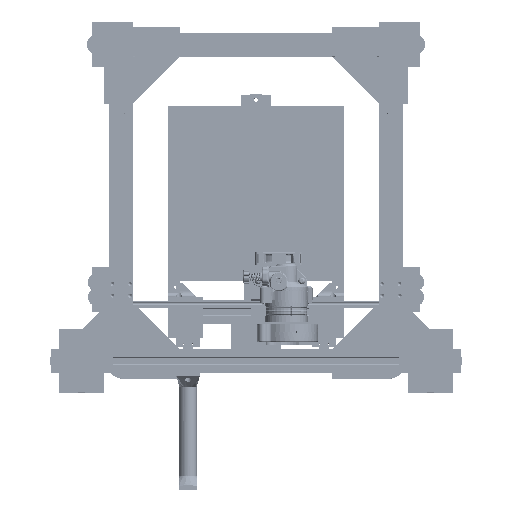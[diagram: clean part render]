
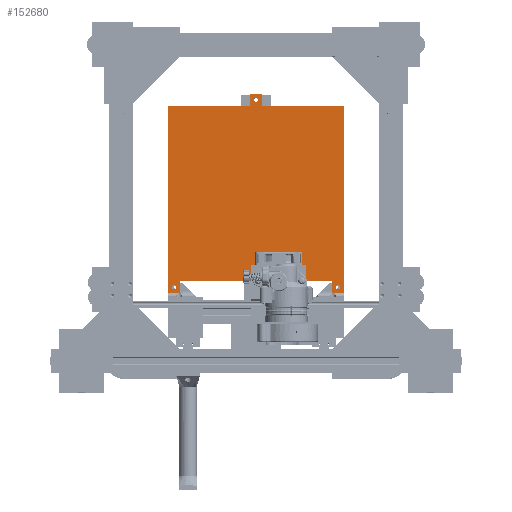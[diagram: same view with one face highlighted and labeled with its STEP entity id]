
A CAD part, top view. The second image highlights one B-rep face of the part: STEP entity #152680.
In plain terms, the highlighted planar face has unit normal (0, 0, 1).
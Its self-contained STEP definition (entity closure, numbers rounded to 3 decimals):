
#8781=FACE_BOUND('',#30140,.T.);
#8782=FACE_BOUND('',#30141,.T.);
#8783=FACE_BOUND('',#30142,.T.);
#12641=PLANE('',#168410);
#21024=FACE_OUTER_BOUND('',#30139,.T.);
#30139=EDGE_LOOP('',(#138855,#138856,#138857,#138858,#138859,#138860,#138861,
#138862,#138863,#138864,#138865,#138866));
#30140=EDGE_LOOP('',(#138867));
#30141=EDGE_LOOP('',(#138868));
#30142=EDGE_LOOP('',(#138869));
#41989=LINE('',#379156,#54615);
#41992=LINE('',#379162,#54618);
#41995=LINE('',#379168,#54621);
#41998=LINE('',#379174,#54624);
#42001=LINE('',#379180,#54627);
#42004=LINE('',#379186,#54630);
#42007=LINE('',#379192,#54633);
#42010=LINE('',#379198,#54636);
#42013=LINE('',#379204,#54639);
#42016=LINE('',#379210,#54642);
#42019=LINE('',#379216,#54645);
#42022=LINE('',#379220,#54648);
#54615=VECTOR('',#207548,10.);
#54618=VECTOR('',#207553,10.);
#54621=VECTOR('',#207558,10.);
#54624=VECTOR('',#207563,10.);
#54627=VECTOR('',#207568,10.);
#54630=VECTOR('',#207573,10.);
#54633=VECTOR('',#207578,10.);
#54636=VECTOR('',#207583,10.);
#54639=VECTOR('',#207588,10.);
#54642=VECTOR('',#207593,10.);
#54645=VECTOR('',#207598,10.);
#54648=VECTOR('',#207603,10.);
#62145=CIRCLE('',#168390,1.7);
#62147=CIRCLE('',#168393,1.7);
#62149=CIRCLE('',#168396,1.7);
#75442=VERTEX_POINT('',#379132);
#75444=VERTEX_POINT('',#379138);
#75446=VERTEX_POINT('',#379144);
#75450=VERTEX_POINT('',#379153);
#75451=VERTEX_POINT('',#379155);
#75453=VERTEX_POINT('',#379161);
#75455=VERTEX_POINT('',#379167);
#75457=VERTEX_POINT('',#379173);
#75459=VERTEX_POINT('',#379179);
#75461=VERTEX_POINT('',#379185);
#75463=VERTEX_POINT('',#379191);
#75465=VERTEX_POINT('',#379197);
#75467=VERTEX_POINT('',#379203);
#75469=VERTEX_POINT('',#379209);
#75471=VERTEX_POINT('',#379215);
#96739=EDGE_CURVE('',#75442,#75442,#62145,.T.);
#96742=EDGE_CURVE('',#75444,#75444,#62147,.T.);
#96745=EDGE_CURVE('',#75446,#75446,#62149,.T.);
#96750=EDGE_CURVE('',#75451,#75450,#41989,.T.);
#96753=EDGE_CURVE('',#75453,#75451,#41992,.T.);
#96756=EDGE_CURVE('',#75455,#75453,#41995,.T.);
#96759=EDGE_CURVE('',#75457,#75455,#41998,.T.);
#96762=EDGE_CURVE('',#75459,#75457,#42001,.T.);
#96765=EDGE_CURVE('',#75461,#75459,#42004,.T.);
#96768=EDGE_CURVE('',#75463,#75461,#42007,.T.);
#96771=EDGE_CURVE('',#75465,#75463,#42010,.T.);
#96774=EDGE_CURVE('',#75467,#75465,#42013,.T.);
#96777=EDGE_CURVE('',#75469,#75467,#42016,.T.);
#96780=EDGE_CURVE('',#75471,#75469,#42019,.T.);
#96783=EDGE_CURVE('',#75450,#75471,#42022,.T.);
#138855=ORIENTED_EDGE('',*,*,#96783,.T.);
#138856=ORIENTED_EDGE('',*,*,#96780,.T.);
#138857=ORIENTED_EDGE('',*,*,#96777,.T.);
#138858=ORIENTED_EDGE('',*,*,#96774,.T.);
#138859=ORIENTED_EDGE('',*,*,#96771,.T.);
#138860=ORIENTED_EDGE('',*,*,#96768,.T.);
#138861=ORIENTED_EDGE('',*,*,#96765,.T.);
#138862=ORIENTED_EDGE('',*,*,#96762,.T.);
#138863=ORIENTED_EDGE('',*,*,#96759,.T.);
#138864=ORIENTED_EDGE('',*,*,#96756,.T.);
#138865=ORIENTED_EDGE('',*,*,#96753,.T.);
#138866=ORIENTED_EDGE('',*,*,#96750,.T.);
#138867=ORIENTED_EDGE('',*,*,#96745,.T.);
#138868=ORIENTED_EDGE('',*,*,#96742,.T.);
#138869=ORIENTED_EDGE('',*,*,#96739,.T.);
#152680=ADVANCED_FACE('',(#21024,#8781,#8782,#8783),#12641,.T.);
#168390=AXIS2_PLACEMENT_3D('',#379133,#207525,#207526);
#168393=AXIS2_PLACEMENT_3D('',#379139,#207532,#207533);
#168396=AXIS2_PLACEMENT_3D('',#379145,#207539,#207540);
#168410=AXIS2_PLACEMENT_3D('',#379221,#207604,#207605);
#207525=DIRECTION('center_axis',(0.,0.,-1.));
#207526=DIRECTION('ref_axis',(0.,1.,0.));
#207532=DIRECTION('center_axis',(0.,0.,-1.));
#207533=DIRECTION('ref_axis',(1.,0.,0.));
#207539=DIRECTION('center_axis',(0.,0.,-1.));
#207540=DIRECTION('ref_axis',(1.,0.,0.));
#207548=DIRECTION('',(0.,-1.,0.));
#207553=DIRECTION('',(1.,0.,0.));
#207558=DIRECTION('',(0.,-1.,0.));
#207563=DIRECTION('',(-1.,0.,0.));
#207568=DIRECTION('',(0.,1.,0.));
#207573=DIRECTION('',(-1.,0.,0.));
#207578=DIRECTION('',(0.,-1.,0.));
#207583=DIRECTION('',(-1.,0.,0.));
#207588=DIRECTION('',(0.,1.,0.));
#207593=DIRECTION('',(1.,0.,0.));
#207598=DIRECTION('',(0.,1.,0.));
#207603=DIRECTION('',(1.,0.,0.));
#207604=DIRECTION('center_axis',(0.,0.,1.));
#207605=DIRECTION('ref_axis',(1.,0.,0.));
#379132=CARTESIAN_POINT('',(0.,3.3,3.));
#379133=CARTESIAN_POINT('Origin',(0.,5.,3.));
#379138=CARTESIAN_POINT('',(68.3,165.,3.));
#379139=CARTESIAN_POINT('Origin',(70.,165.,3.));
#379144=CARTESIAN_POINT('',(-71.7,165.,3.));
#379145=CARTESIAN_POINT('Origin',(-70.,165.,3.));
#379153=CARTESIAN_POINT('',(-5.,0.,3.));
#379155=CARTESIAN_POINT('',(-5.,10.,3.));
#379156=CARTESIAN_POINT('',(-5.,0.,3.));
#379161=CARTESIAN_POINT('',(-75.,10.,3.));
#379162=CARTESIAN_POINT('',(-5.,10.,3.));
#379167=CARTESIAN_POINT('',(-75.,170.,3.));
#379168=CARTESIAN_POINT('',(-75.,10.,3.));
#379173=CARTESIAN_POINT('',(-65.,170.,3.));
#379174=CARTESIAN_POINT('',(-75.,170.,3.));
#379179=CARTESIAN_POINT('',(-65.,160.,3.));
#379180=CARTESIAN_POINT('',(-65.,170.,3.));
#379185=CARTESIAN_POINT('',(65.,160.,3.));
#379186=CARTESIAN_POINT('',(65.,160.,3.));
#379191=CARTESIAN_POINT('',(65.,170.,3.));
#379192=CARTESIAN_POINT('',(65.,170.,3.));
#379197=CARTESIAN_POINT('',(75.,170.,3.));
#379198=CARTESIAN_POINT('',(75.,170.,3.));
#379203=CARTESIAN_POINT('',(75.,10.,3.));
#379204=CARTESIAN_POINT('',(75.,10.,3.));
#379209=CARTESIAN_POINT('',(5.,10.,3.));
#379210=CARTESIAN_POINT('',(5.,10.,3.));
#379215=CARTESIAN_POINT('',(5.,0.,3.));
#379216=CARTESIAN_POINT('',(5.,0.,3.));
#379220=CARTESIAN_POINT('',(0.,0.,3.));
#379221=CARTESIAN_POINT('Origin',(0.,85.,3.));
